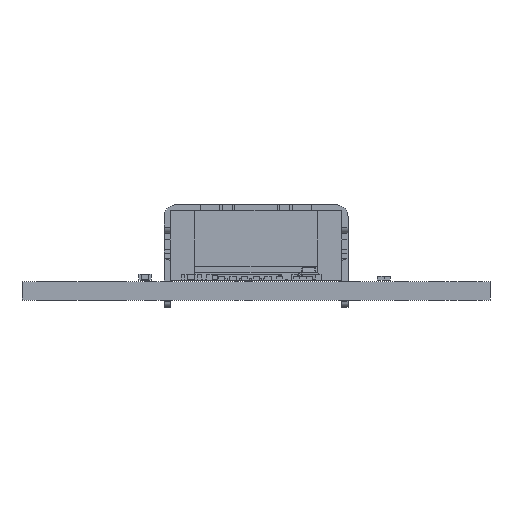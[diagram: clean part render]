
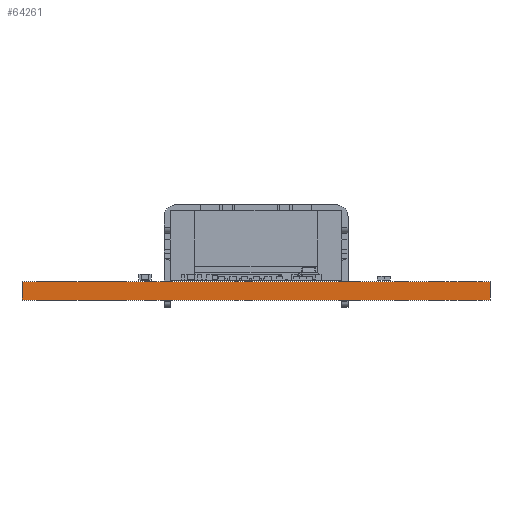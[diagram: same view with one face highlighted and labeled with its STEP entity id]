
A CAD part, front view. The second image highlights one B-rep face of the part: STEP entity #64261.
In plain terms, the highlighted planar face has unit normal (0, -1, 0).
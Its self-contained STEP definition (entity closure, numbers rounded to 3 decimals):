
#64261 = ADVANCED_FACE('',(#64262),#64276,.T.);
#64262 = FACE_BOUND('',#64263,.T.);
#64263 = EDGE_LOOP('',(#64264,#64299,#64327,#64355));
#64264 = ORIENTED_EDGE('',*,*,#64265,.T.);
#64265 = EDGE_CURVE('',#64266,#64268,#64270,.T.);
#64266 = VERTEX_POINT('',#64267);
#64267 = CARTESIAN_POINT('',(38.075,-0.079,0.));
#64268 = VERTEX_POINT('',#64269);
#64269 = CARTESIAN_POINT('',(38.075,-0.079,1.51));
#64270 = SURFACE_CURVE('',#64271,(#64275,#64287),.PCURVE_S1.);
#64271 = LINE('',#64272,#64273);
#64272 = CARTESIAN_POINT('',(38.075,-0.079,0.));
#64273 = VECTOR('',#64274,1.);
#64274 = DIRECTION('',(0.,0.,1.));
#64275 = PCURVE('',#64276,#64281);
#64276 = PLANE('',#64277);
#64277 = AXIS2_PLACEMENT_3D('',#64278,#64279,#64280);
#64278 = CARTESIAN_POINT('',(38.075,-0.079,0.));
#64279 = DIRECTION('',(0.,-1.,0.));
#64280 = DIRECTION('',(-1.,0.,0.));
#64281 = DEFINITIONAL_REPRESENTATION('',(#64282),#64286);
#64282 = LINE('',#64283,#64284);
#64283 = CARTESIAN_POINT('',(0.,-0.));
#64284 = VECTOR('',#64285,1.);
#64285 = DIRECTION('',(0.,-1.));
#64286 = ( GEOMETRIC_REPRESENTATION_CONTEXT(2) 
PARAMETRIC_REPRESENTATION_CONTEXT() REPRESENTATION_CONTEXT('2D SPACE',''
  ) );
#64287 = PCURVE('',#64288,#64293);
#64288 = PLANE('',#64289);
#64289 = AXIS2_PLACEMENT_3D('',#64290,#64291,#64292);
#64290 = CARTESIAN_POINT('',(38.075,40.076,0.));
#64291 = DIRECTION('',(1.,0.,-0.));
#64292 = DIRECTION('',(0.,-1.,0.));
#64293 = DEFINITIONAL_REPRESENTATION('',(#64294),#64298);
#64294 = LINE('',#64295,#64296);
#64295 = CARTESIAN_POINT('',(40.155,0.));
#64296 = VECTOR('',#64297,1.);
#64297 = DIRECTION('',(0.,-1.));
#64298 = ( GEOMETRIC_REPRESENTATION_CONTEXT(2) 
PARAMETRIC_REPRESENTATION_CONTEXT() REPRESENTATION_CONTEXT('2D SPACE',''
  ) );
#64299 = ORIENTED_EDGE('',*,*,#64300,.T.);
#64300 = EDGE_CURVE('',#64268,#64301,#64303,.T.);
#64301 = VERTEX_POINT('',#64302);
#64302 = CARTESIAN_POINT('',(-0.079,-0.079,1.51));
#64303 = SURFACE_CURVE('',#64304,(#64308,#64315),.PCURVE_S1.);
#64304 = LINE('',#64305,#64306);
#64305 = CARTESIAN_POINT('',(38.075,-0.079,1.51));
#64306 = VECTOR('',#64307,1.);
#64307 = DIRECTION('',(-1.,0.,0.));
#64308 = PCURVE('',#64276,#64309);
#64309 = DEFINITIONAL_REPRESENTATION('',(#64310),#64314);
#64310 = LINE('',#64311,#64312);
#64311 = CARTESIAN_POINT('',(0.,-1.51));
#64312 = VECTOR('',#64313,1.);
#64313 = DIRECTION('',(1.,0.));
#64314 = ( GEOMETRIC_REPRESENTATION_CONTEXT(2) 
PARAMETRIC_REPRESENTATION_CONTEXT() REPRESENTATION_CONTEXT('2D SPACE',''
  ) );
#64315 = PCURVE('',#64316,#64321);
#64316 = PLANE('',#64317);
#64317 = AXIS2_PLACEMENT_3D('',#64318,#64319,#64320);
#64318 = CARTESIAN_POINT('',(0.,0.,1.51));
#64319 = DIRECTION('',(0.,0.,1.));
#64320 = DIRECTION('',(1.,0.,-0.));
#64321 = DEFINITIONAL_REPRESENTATION('',(#64322),#64326);
#64322 = LINE('',#64323,#64324);
#64323 = CARTESIAN_POINT('',(38.075,-0.079));
#64324 = VECTOR('',#64325,1.);
#64325 = DIRECTION('',(-1.,0.));
#64326 = ( GEOMETRIC_REPRESENTATION_CONTEXT(2) 
PARAMETRIC_REPRESENTATION_CONTEXT() REPRESENTATION_CONTEXT('2D SPACE',''
  ) );
#64327 = ORIENTED_EDGE('',*,*,#64328,.F.);
#64328 = EDGE_CURVE('',#64329,#64301,#64331,.T.);
#64329 = VERTEX_POINT('',#64330);
#64330 = CARTESIAN_POINT('',(-0.079,-0.079,0.));
#64331 = SURFACE_CURVE('',#64332,(#64336,#64343),.PCURVE_S1.);
#64332 = LINE('',#64333,#64334);
#64333 = CARTESIAN_POINT('',(-0.079,-0.079,0.));
#64334 = VECTOR('',#64335,1.);
#64335 = DIRECTION('',(0.,0.,1.));
#64336 = PCURVE('',#64276,#64337);
#64337 = DEFINITIONAL_REPRESENTATION('',(#64338),#64342);
#64338 = LINE('',#64339,#64340);
#64339 = CARTESIAN_POINT('',(38.154,0.));
#64340 = VECTOR('',#64341,1.);
#64341 = DIRECTION('',(0.,-1.));
#64342 = ( GEOMETRIC_REPRESENTATION_CONTEXT(2) 
PARAMETRIC_REPRESENTATION_CONTEXT() REPRESENTATION_CONTEXT('2D SPACE',''
  ) );
#64343 = PCURVE('',#64344,#64349);
#64344 = PLANE('',#64345);
#64345 = AXIS2_PLACEMENT_3D('',#64346,#64347,#64348);
#64346 = CARTESIAN_POINT('',(-0.079,-0.079,0.));
#64347 = DIRECTION('',(-1.,0.,0.));
#64348 = DIRECTION('',(0.,1.,0.));
#64349 = DEFINITIONAL_REPRESENTATION('',(#64350),#64354);
#64350 = LINE('',#64351,#64352);
#64351 = CARTESIAN_POINT('',(0.,0.));
#64352 = VECTOR('',#64353,1.);
#64353 = DIRECTION('',(0.,-1.));
#64354 = ( GEOMETRIC_REPRESENTATION_CONTEXT(2) 
PARAMETRIC_REPRESENTATION_CONTEXT() REPRESENTATION_CONTEXT('2D SPACE',''
  ) );
#64355 = ORIENTED_EDGE('',*,*,#64356,.F.);
#64356 = EDGE_CURVE('',#64266,#64329,#64357,.T.);
#64357 = SURFACE_CURVE('',#64358,(#64362,#64369),.PCURVE_S1.);
#64358 = LINE('',#64359,#64360);
#64359 = CARTESIAN_POINT('',(38.075,-0.079,0.));
#64360 = VECTOR('',#64361,1.);
#64361 = DIRECTION('',(-1.,0.,0.));
#64362 = PCURVE('',#64276,#64363);
#64363 = DEFINITIONAL_REPRESENTATION('',(#64364),#64368);
#64364 = LINE('',#64365,#64366);
#64365 = CARTESIAN_POINT('',(0.,-0.));
#64366 = VECTOR('',#64367,1.);
#64367 = DIRECTION('',(1.,0.));
#64368 = ( GEOMETRIC_REPRESENTATION_CONTEXT(2) 
PARAMETRIC_REPRESENTATION_CONTEXT() REPRESENTATION_CONTEXT('2D SPACE',''
  ) );
#64369 = PCURVE('',#64370,#64375);
#64370 = PLANE('',#64371);
#64371 = AXIS2_PLACEMENT_3D('',#64372,#64373,#64374);
#64372 = CARTESIAN_POINT('',(0.,0.,0.));
#64373 = DIRECTION('',(0.,0.,1.));
#64374 = DIRECTION('',(1.,0.,-0.));
#64375 = DEFINITIONAL_REPRESENTATION('',(#64376),#64380);
#64376 = LINE('',#64377,#64378);
#64377 = CARTESIAN_POINT('',(38.075,-0.079));
#64378 = VECTOR('',#64379,1.);
#64379 = DIRECTION('',(-1.,0.));
#64380 = ( GEOMETRIC_REPRESENTATION_CONTEXT(2) 
PARAMETRIC_REPRESENTATION_CONTEXT() REPRESENTATION_CONTEXT('2D SPACE',''
  ) );
